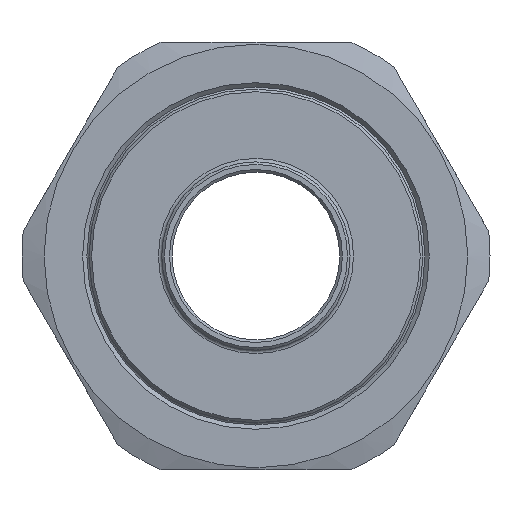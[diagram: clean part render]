
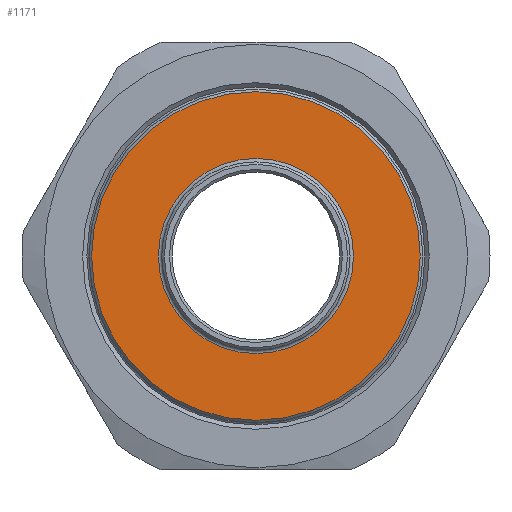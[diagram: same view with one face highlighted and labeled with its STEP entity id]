
A CAD part, left-side view. The second image highlights one B-rep face of the part: STEP entity #1171.
In plain terms, the highlighted planar face has unit normal (-1, 0, 0).
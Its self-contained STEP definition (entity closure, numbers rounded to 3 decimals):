
#63=FACE_BOUND('',#269,.T.);
#122=PLANE('',#1409);
#186=FACE_OUTER_BOUND('',#268,.T.);
#268=EDGE_LOOP('',(#1050));
#269=EDGE_LOOP('',(#1051));
#462=CIRCLE('',#1407,11.4);
#464=CIRCLE('',#1410,19.2);
#574=VERTEX_POINT('',#2207);
#575=VERTEX_POINT('',#2212);
#735=EDGE_CURVE('',#574,#574,#462,.T.);
#737=EDGE_CURVE('',#575,#575,#464,.T.);
#1050=ORIENTED_EDGE('',*,*,#737,.F.);
#1051=ORIENTED_EDGE('',*,*,#735,.F.);
#1171=ADVANCED_FACE('',(#186,#63),#122,.T.);
#1407=AXIS2_PLACEMENT_3D('',#2209,#1785,#1786);
#1409=AXIS2_PLACEMENT_3D('',#2211,#1789,#1790);
#1410=AXIS2_PLACEMENT_3D('',#2213,#1791,#1792);
#1785=DIRECTION('center_axis',(-1.,0.,0.));
#1786=DIRECTION('ref_axis',(0.,-1.,0.));
#1789=DIRECTION('center_axis',(-1.,0.,0.));
#1790=DIRECTION('ref_axis',(0.,0.,1.));
#1791=DIRECTION('center_axis',(1.,0.,0.));
#1792=DIRECTION('ref_axis',(0.,-1.,0.));
#2207=CARTESIAN_POINT('',(-12.5,0.,11.4));
#2209=CARTESIAN_POINT('Origin',(-12.5,0.,0.));
#2211=CARTESIAN_POINT('Origin',(-12.5,19.5,0.));
#2212=CARTESIAN_POINT('',(-12.5,19.2,0.));
#2213=CARTESIAN_POINT('Origin',(-12.5,0.,0.));
